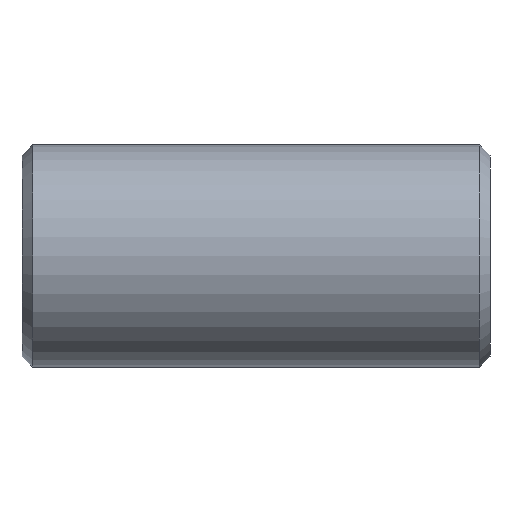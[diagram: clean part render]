
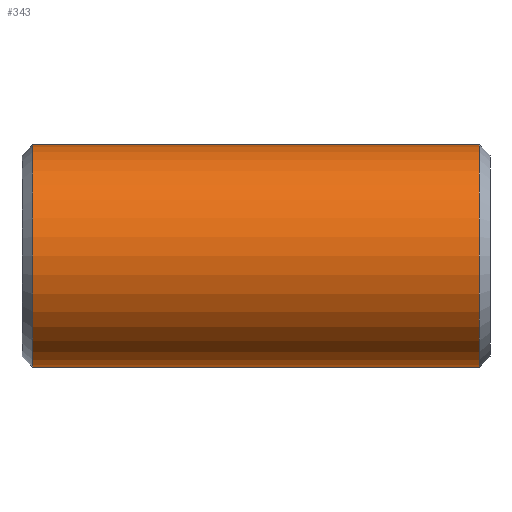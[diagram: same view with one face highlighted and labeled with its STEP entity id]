
A CAD part, front view. The second image highlights one B-rep face of the part: STEP entity #343.
In plain terms, the highlighted cylindrical face has radius 30.163 mm (diameter 60.325 mm), a partial arc.
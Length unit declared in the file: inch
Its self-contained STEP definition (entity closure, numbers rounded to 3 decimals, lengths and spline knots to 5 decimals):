
#2 = VECTOR ( 'NONE', #152, 39.37008 ) ;
#4 = EDGE_CURVE ( 'NONE', #302, #360, #727, .T. ) ;
#20 = CARTESIAN_POINT ( 'NONE',  ( -2.38533, 0., 1.1875 ) ) ;
#43 = AXIS2_PLACEMENT_3D ( 'NONE', #562, #503, #433 ) ;
#71 = FACE_OUTER_BOUND ( 'NONE', #116, .T. ) ;
#116 = EDGE_LOOP ( 'NONE', ( #659, #600, #408, #541 ) ) ;
#132 = DIRECTION ( 'NONE',  ( 0., 0., -1. ) ) ;
#145 = DIRECTION ( 'NONE',  ( -1., 0., 0. ) ) ;
#151 = CYLINDRICAL_SURFACE ( 'NONE', #172, 1.1875 ) ;
#152 = DIRECTION ( 'NONE',  ( -1., 0., 0. ) ) ;
#157 = CARTESIAN_POINT ( 'NONE',  ( 2.38533, 0., -1.1875 ) ) ;
#172 = AXIS2_PLACEMENT_3D ( 'NONE', #207, #618, #447 ) ;
#191 = LINE ( 'NONE', #435, #308 ) ;
#207 = CARTESIAN_POINT ( 'NONE',  ( 2.5, 0., 0. ) ) ;
#256 = DIRECTION ( 'NONE',  ( -1., 0., 0. ) ) ;
#263 = CARTESIAN_POINT ( 'NONE',  ( 2.38533, 0., 0. ) ) ;
#272 = CIRCLE ( 'NONE', #43, 1.1875 ) ;
#277 = EDGE_CURVE ( 'NONE', #360, #349, #272, .T. ) ;
#302 = VERTEX_POINT ( 'NONE', #378 ) ;
#308 = VECTOR ( 'NONE', #145, 39.37008 ) ;
#343 = ADVANCED_FACE ( 'NONE', ( #71 ), #151, .T. ) ;
#349 = VERTEX_POINT ( 'NONE', #743 ) ;
#360 = VERTEX_POINT ( 'NONE', #20 ) ;
#370 = CARTESIAN_POINT ( 'NONE',  ( 2.5, 0., 1.1875 ) ) ;
#378 = CARTESIAN_POINT ( 'NONE',  ( 2.38533, 0., 1.1875 ) ) ;
#408 = ORIENTED_EDGE ( 'NONE', *, *, #4, .T. ) ;
#427 = EDGE_CURVE ( 'NONE', #498, #302, #595, .T. ) ;
#433 = DIRECTION ( 'NONE',  ( 0., 0., 1. ) ) ;
#435 = CARTESIAN_POINT ( 'NONE',  ( 2.5, 0., -1.1875 ) ) ;
#447 = DIRECTION ( 'NONE',  ( 0., 0., 1. ) ) ;
#498 = VERTEX_POINT ( 'NONE', #157 ) ;
#503 = DIRECTION ( 'NONE',  ( 1., 0., 0. ) ) ;
#541 = ORIENTED_EDGE ( 'NONE', *, *, #277, .T. ) ;
#562 = CARTESIAN_POINT ( 'NONE',  ( -2.38533, 0., 0. ) ) ;
#595 = CIRCLE ( 'NONE', #696, 1.1875 ) ;
#600 = ORIENTED_EDGE ( 'NONE', *, *, #427, .T. ) ;
#618 = DIRECTION ( 'NONE',  ( -1., 0., 0. ) ) ;
#659 = ORIENTED_EDGE ( 'NONE', *, *, #756, .F. ) ;
#696 = AXIS2_PLACEMENT_3D ( 'NONE', #263, #256, #132 ) ;
#727 = LINE ( 'NONE', #370, #2 ) ;
#743 = CARTESIAN_POINT ( 'NONE',  ( -2.38533, 0., -1.1875 ) ) ;
#756 = EDGE_CURVE ( 'NONE', #498, #349, #191, .T. ) ;
